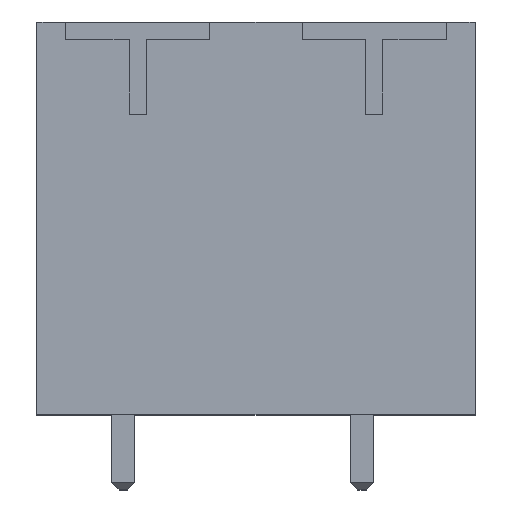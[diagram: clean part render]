
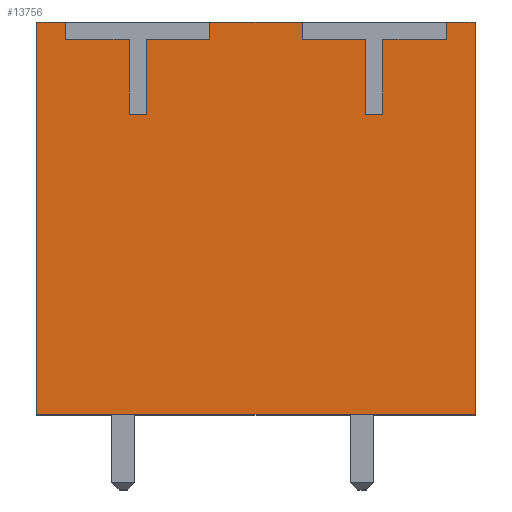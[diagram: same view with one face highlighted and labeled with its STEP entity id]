
A CAD part, top view. The second image highlights one B-rep face of the part: STEP entity #13756.
In plain terms, the highlighted planar face has unit normal (0, 0, 1).
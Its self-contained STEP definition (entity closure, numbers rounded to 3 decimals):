
#287=DIRECTION('',(0.,1.,0.));
#288=VECTOR('',#287,13.61);
#289=CARTESIAN_POINT('',(0.,0.,-17.625));
#290=LINE('',#289,#288);
#299=DIRECTION('',(-1.,0.,0.));
#300=VECTOR('',#299,3.2);
#301=CARTESIAN_POINT('',(9.2,13.61,-17.625));
#302=LINE('',#301,#300);
#303=DIRECTION('',(-1.,0.,0.));
#304=VECTOR('',#303,1.);
#305=CARTESIAN_POINT('',(15.2,13.61,-17.625));
#306=LINE('',#305,#304);
#307=DIRECTION('',(0.,1.,0.));
#308=VECTOR('',#307,13.61);
#309=CARTESIAN_POINT('',(15.2,0.,-17.625));
#310=LINE('',#309,#308);
#311=DIRECTION('',(-1.,0.,0.));
#312=VECTOR('',#311,1.);
#313=CARTESIAN_POINT('',(1.,13.61,-17.625));
#314=LINE('',#313,#312);
#319=DIRECTION('',(1.,0.,0.));
#320=VECTOR('',#319,2.2);
#321=CARTESIAN_POINT('',(3.8,13.01,-17.625));
#322=LINE('',#321,#320);
#355=DIRECTION('',(0.,-1.,0.));
#356=VECTOR('',#355,0.6);
#357=CARTESIAN_POINT('',(1.,13.61,-17.625));
#358=LINE('',#357,#356);
#371=DIRECTION('',(1.,0.,0.));
#372=VECTOR('',#371,2.2);
#373=CARTESIAN_POINT('',(1.,13.01,-17.625));
#374=LINE('',#373,#372);
#379=DIRECTION('',(0.,-1.,0.));
#380=VECTOR('',#379,2.6);
#381=CARTESIAN_POINT('',(3.2,13.01,-17.625));
#382=LINE('',#381,#380);
#387=DIRECTION('',(1.,0.,0.));
#388=VECTOR('',#387,0.6);
#389=CARTESIAN_POINT('',(3.2,10.41,-17.625));
#390=LINE('',#389,#388);
#395=DIRECTION('',(0.,1.,0.));
#396=VECTOR('',#395,2.6);
#397=CARTESIAN_POINT('',(3.8,10.41,-17.625));
#398=LINE('',#397,#396);
#403=DIRECTION('',(0.,1.,0.));
#404=VECTOR('',#403,0.6);
#405=CARTESIAN_POINT('',(6.,13.01,-17.625));
#406=LINE('',#405,#404);
#407=DIRECTION('',(0.,-1.,0.));
#408=VECTOR('',#407,0.6);
#409=CARTESIAN_POINT('',(9.2,13.61,-17.625));
#410=LINE('',#409,#408);
#451=DIRECTION('',(0.,1.,0.));
#452=VECTOR('',#451,0.6);
#453=CARTESIAN_POINT('',(14.2,13.01,-17.625));
#454=LINE('',#453,#452);
#459=DIRECTION('',(1.,0.,0.));
#460=VECTOR('',#459,2.2);
#461=CARTESIAN_POINT('',(12.,13.01,-17.625));
#462=LINE('',#461,#460);
#467=DIRECTION('',(0.,1.,0.));
#468=VECTOR('',#467,2.6);
#469=CARTESIAN_POINT('',(12.,10.41,-17.625));
#470=LINE('',#469,#468);
#475=DIRECTION('',(1.,0.,0.));
#476=VECTOR('',#475,0.6);
#477=CARTESIAN_POINT('',(11.4,10.41,-17.625));
#478=LINE('',#477,#476);
#483=DIRECTION('',(0.,-1.,0.));
#484=VECTOR('',#483,2.6);
#485=CARTESIAN_POINT('',(11.4,13.01,-17.625));
#486=LINE('',#485,#484);
#491=DIRECTION('',(1.,0.,0.));
#492=VECTOR('',#491,2.2);
#493=CARTESIAN_POINT('',(9.2,13.01,-17.625));
#494=LINE('',#493,#492);
#701=DIRECTION('',(-1.,0.,0.));
#702=VECTOR('',#701,15.2);
#703=CARTESIAN_POINT('',(15.2,0.,-17.625));
#704=LINE('',#703,#702);
#11597=CARTESIAN_POINT('',(15.2,0.,-17.625));
#11598=VERTEX_POINT('',#11597);
#11599=CARTESIAN_POINT('',(15.2,13.61,-17.625));
#11600=VERTEX_POINT('',#11599);
#11601=CARTESIAN_POINT('',(14.2,13.61,-17.625));
#11602=VERTEX_POINT('',#11601);
#11607=CARTESIAN_POINT('',(9.2,13.61,-17.625));
#11608=VERTEX_POINT('',#11607);
#11609=CARTESIAN_POINT('',(6.,13.61,-17.625));
#11610=VERTEX_POINT('',#11609);
#11615=CARTESIAN_POINT('',(1.,13.61,-17.625));
#11616=VERTEX_POINT('',#11615);
#11617=CARTESIAN_POINT('',(0.,13.61,-17.625));
#11618=VERTEX_POINT('',#11617);
#11737=CARTESIAN_POINT('',(6.,13.01,-17.625));
#11738=VERTEX_POINT('',#11737);
#11739=CARTESIAN_POINT('',(9.2,13.01,-17.625));
#11740=VERTEX_POINT('',#11739);
#11741=CARTESIAN_POINT('',(11.4,13.01,-17.625));
#11742=VERTEX_POINT('',#11741);
#11743=CARTESIAN_POINT('',(11.4,10.41,-17.625));
#11744=VERTEX_POINT('',#11743);
#11745=CARTESIAN_POINT('',(12.,10.41,-17.625));
#11746=VERTEX_POINT('',#11745);
#11747=CARTESIAN_POINT('',(12.,13.01,-17.625));
#11748=VERTEX_POINT('',#11747);
#11749=CARTESIAN_POINT('',(14.2,13.01,-17.625));
#11750=VERTEX_POINT('',#11749);
#11751=CARTESIAN_POINT('',(0.,0.,-17.625));
#11752=VERTEX_POINT('',#11751);
#11753=CARTESIAN_POINT('',(1.,13.01,-17.625));
#11754=VERTEX_POINT('',#11753);
#11755=CARTESIAN_POINT('',(3.2,13.01,-17.625));
#11756=VERTEX_POINT('',#11755);
#11757=CARTESIAN_POINT('',(3.2,10.41,-17.625));
#11758=VERTEX_POINT('',#11757);
#11759=CARTESIAN_POINT('',(3.8,10.41,-17.625));
#11760=VERTEX_POINT('',#11759);
#11761=CARTESIAN_POINT('',(3.8,13.01,-17.625));
#11762=VERTEX_POINT('',#11761);
#13713=CARTESIAN_POINT('',(15.2,0.31,-17.625));
#13714=DIRECTION('',(0.,0.,1.));
#13715=DIRECTION('',(-1.,0.,0.));
#13716=AXIS2_PLACEMENT_3D('',#13713,#13714,#13715);
#13717=PLANE('',#13716);
#13719=ORIENTED_EDGE('',*,*,#13718,.T.);
#13721=ORIENTED_EDGE('',*,*,#13720,.T.);
#13722=ORIENTED_EDGE('',*,*,#13133,.F.);
#13724=ORIENTED_EDGE('',*,*,#13723,.T.);
#13726=ORIENTED_EDGE('',*,*,#13725,.T.);
#13728=ORIENTED_EDGE('',*,*,#13727,.T.);
#13730=ORIENTED_EDGE('',*,*,#13729,.T.);
#13732=ORIENTED_EDGE('',*,*,#13731,.T.);
#13734=ORIENTED_EDGE('',*,*,#13733,.T.);
#13736=ORIENTED_EDGE('',*,*,#13735,.T.);
#13737=ORIENTED_EDGE('',*,*,#13125,.F.);
#13739=ORIENTED_EDGE('',*,*,#13738,.F.);
#13741=ORIENTED_EDGE('',*,*,#13740,.T.);
#13742=ORIENTED_EDGE('',*,*,#13701,.T.);
#13743=ORIENTED_EDGE('',*,*,#13141,.F.);
#13745=ORIENTED_EDGE('',*,*,#13744,.T.);
#13747=ORIENTED_EDGE('',*,*,#13746,.T.);
#13749=ORIENTED_EDGE('',*,*,#13748,.T.);
#13751=ORIENTED_EDGE('',*,*,#13750,.T.);
#13753=ORIENTED_EDGE('',*,*,#13752,.T.);
#13754=EDGE_LOOP('',(#13719,#13721,#13722,#13724,#13726,#13728,#13730,#13732,
#13734,#13736,#13737,#13739,#13741,#13742,#13743,#13745,#13747,#13749,#13751,
#13753));
#13755=FACE_OUTER_BOUND('',#13754,.F.);
#13756=ADVANCED_FACE('',(#13755),#13717,.T.);
#13125=EDGE_CURVE('',#11600,#11602,#306,.T.);
#13133=EDGE_CURVE('',#11608,#11610,#302,.T.);
#13141=EDGE_CURVE('',#11616,#11618,#314,.T.);
#13701=EDGE_CURVE('',#11752,#11618,#290,.T.);
#13718=EDGE_CURVE('',#11762,#11738,#322,.T.);
#13720=EDGE_CURVE('',#11738,#11610,#406,.T.);
#13723=EDGE_CURVE('',#11608,#11740,#410,.T.);
#13725=EDGE_CURVE('',#11740,#11742,#494,.T.);
#13727=EDGE_CURVE('',#11742,#11744,#486,.T.);
#13729=EDGE_CURVE('',#11744,#11746,#478,.T.);
#13731=EDGE_CURVE('',#11746,#11748,#470,.T.);
#13733=EDGE_CURVE('',#11748,#11750,#462,.T.);
#13735=EDGE_CURVE('',#11750,#11602,#454,.T.);
#13738=EDGE_CURVE('',#11598,#11600,#310,.T.);
#13740=EDGE_CURVE('',#11598,#11752,#704,.T.);
#13744=EDGE_CURVE('',#11616,#11754,#358,.T.);
#13746=EDGE_CURVE('',#11754,#11756,#374,.T.);
#13748=EDGE_CURVE('',#11756,#11758,#382,.T.);
#13750=EDGE_CURVE('',#11758,#11760,#390,.T.);
#13752=EDGE_CURVE('',#11760,#11762,#398,.T.);
